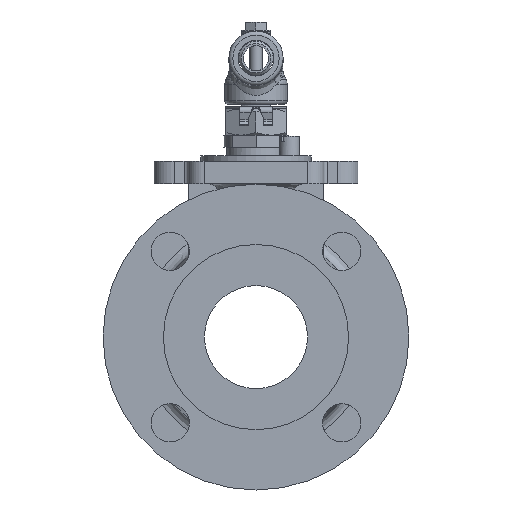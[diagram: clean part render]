
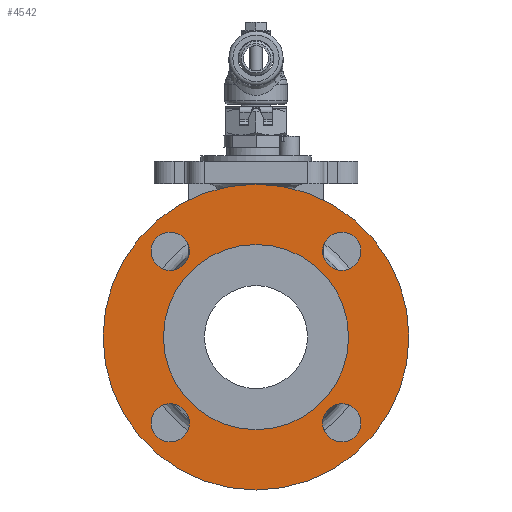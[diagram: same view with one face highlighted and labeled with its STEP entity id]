
A CAD part, front view. The second image highlights one B-rep face of the part: STEP entity #4542.
In plain terms, the highlighted planar face has unit normal (0, -1, 0).
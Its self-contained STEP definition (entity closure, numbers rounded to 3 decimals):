
#1086=CARTESIAN_POINT('',(-42.639,-72.046,33.139));
#1087=VERTEX_POINT('',#1086);
#1088=CARTESIAN_POINT('',(-42.639,-72.046,42.639));
#1089=DIRECTION('',(0.0,1.0,0.0));
#1090=DIRECTION('',(0.0,0.0,1.0));
#1091=AXIS2_PLACEMENT_3D('',#1088,#1089,#1090);
#1092=CIRCLE('',#1091,9.5);
#1093=EDGE_CURVE('',#1087,#1087,#1092,.T.);
#1114=CARTESIAN_POINT('',(-33.139,-72.046,-42.639));
#1115=VERTEX_POINT('',#1114);
#1116=CARTESIAN_POINT('',(-42.639,-72.046,-42.639));
#1117=DIRECTION('',(0.0,1.0,0.0));
#1118=DIRECTION('',(-1.0,0.0,0.0));
#1119=AXIS2_PLACEMENT_3D('',#1116,#1117,#1118);
#1120=CIRCLE('',#1119,9.5);
#1121=EDGE_CURVE('',#1115,#1115,#1120,.T.);
#1142=CARTESIAN_POINT('',(42.639,-72.046,-33.139));
#1143=VERTEX_POINT('',#1142);
#1144=CARTESIAN_POINT('',(42.639,-72.046,-42.639));
#1145=DIRECTION('',(0.0,1.0,0.0));
#1146=DIRECTION('',(0.0,0.0,-1.0));
#1147=AXIS2_PLACEMENT_3D('',#1144,#1145,#1146);
#1148=CIRCLE('',#1147,9.5);
#1149=EDGE_CURVE('',#1143,#1143,#1148,.T.);
#1170=CARTESIAN_POINT('',(33.139,-72.046,42.639));
#1171=VERTEX_POINT('',#1170);
#1172=CARTESIAN_POINT('',(42.639,-72.046,42.639));
#1173=DIRECTION('',(0.0,1.0,0.0));
#1174=DIRECTION('',(1.0,0.0,0.0));
#1175=AXIS2_PLACEMENT_3D('',#1172,#1173,#1174);
#1176=CIRCLE('',#1175,9.5);
#1177=EDGE_CURVE('',#1171,#1171,#1176,.T.);
#4496=CARTESIAN_POINT('',(0.0,-72.046,-76.));
#4497=VERTEX_POINT('',#4496);
#4498=CARTESIAN_POINT('',(0.0,-72.046,0.));
#4499=DIRECTION('',(0.0,-1.0,0.0));
#4500=DIRECTION('',(0.0,0.0,-1.0));
#4501=AXIS2_PLACEMENT_3D('',#4498,#4499,#4500);
#4502=CIRCLE('',#4501,76.);
#4503=EDGE_CURVE('',#4497,#4497,#4502,.T.);
#4511=CARTESIAN_POINT('',(0.0,-72.046,-61.));
#4512=DIRECTION('',(0.0,-1.0,0.0));
#4513=DIRECTION('',(0.0,0.0,-1.0));
#4514=AXIS2_PLACEMENT_3D('',#4511,#4512,#4513);
#4515=PLANE('',#4514);
#4516=ORIENTED_EDGE('',*,*,#4503,.T.);
#4517=EDGE_LOOP('',(#4516));
#4518=FACE_OUTER_BOUND('',#4517,.T.);
#4519=ORIENTED_EDGE('',*,*,#1093,.T.);
#4520=EDGE_LOOP('',(#4519));
#4521=FACE_BOUND('',#4520,.T.);
#4522=ORIENTED_EDGE('',*,*,#1121,.T.);
#4523=EDGE_LOOP('',(#4522));
#4524=FACE_BOUND('',#4523,.T.);
#4525=ORIENTED_EDGE('',*,*,#1149,.T.);
#4526=EDGE_LOOP('',(#4525));
#4527=FACE_BOUND('',#4526,.T.);
#4528=ORIENTED_EDGE('',*,*,#1177,.T.);
#4529=EDGE_LOOP('',(#4528));
#4530=FACE_BOUND('',#4529,.T.);
#4531=CARTESIAN_POINT('',(0.0,-72.046,-46.));
#4532=VERTEX_POINT('',#4531);
#4533=CARTESIAN_POINT('',(0.0,-72.046,0.));
#4534=DIRECTION('',(0.0,-1.0,0.0));
#4535=DIRECTION('',(0.0,0.0,-1.0));
#4536=AXIS2_PLACEMENT_3D('',#4533,#4534,#4535);
#4537=CIRCLE('',#4536,46.);
#4538=EDGE_CURVE('',#4532,#4532,#4537,.T.);
#4539=ORIENTED_EDGE('',*,*,#4538,.F.);
#4540=EDGE_LOOP('',(#4539));
#4541=FACE_BOUND('',#4540,.T.);
#4542=ADVANCED_FACE('',(#4518,#4521,#4524,#4527,#4530,#4541),#4515,.T.);
